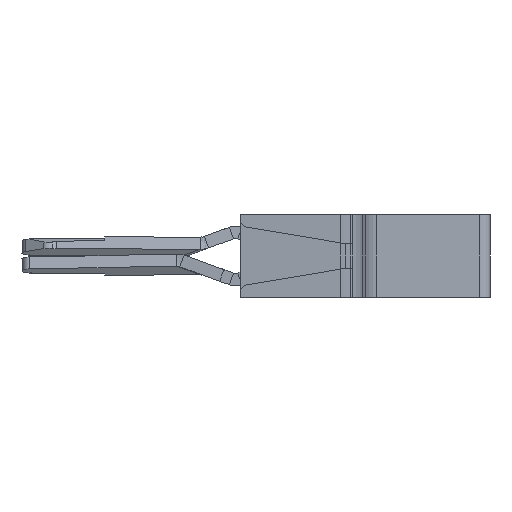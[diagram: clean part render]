
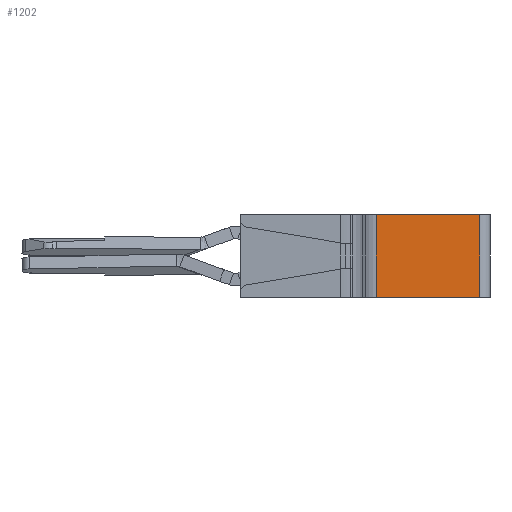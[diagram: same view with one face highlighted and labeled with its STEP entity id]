
A CAD part, front view. The second image highlights one B-rep face of the part: STEP entity #1202.
In plain terms, the highlighted planar face has unit normal (0, -1, 0).
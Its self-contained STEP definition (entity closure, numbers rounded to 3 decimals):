
#1202=ADVANCED_FACE('',(#2970),#2349,.T.);
#2349=PLANE('',#19527);
#2970=FACE_OUTER_BOUND('',#4074,.T.);
#4074=EDGE_LOOP('',(#6093,#6094,#6095,#6096));
#6093=ORIENTED_EDGE('',*,*,#13208,.F.);
#6094=ORIENTED_EDGE('',*,*,#13147,.F.);
#6095=ORIENTED_EDGE('',*,*,#13209,.T.);
#6096=ORIENTED_EDGE('',*,*,#13168,.T.);
#11468=VERTEX_POINT('',#26720);
#11469=VERTEX_POINT('',#26722);
#11488=VERTEX_POINT('',#26762);
#11489=VERTEX_POINT('',#26764);
#13147=EDGE_CURVE('',#11468,#11469,#15858,.T.);
#13168=EDGE_CURVE('',#11489,#11488,#15869,.T.);
#13208=EDGE_CURVE('',#11469,#11488,#15896,.T.);
#13209=EDGE_CURVE('',#11468,#11489,#15897,.T.);
#15858=LINE('',#26721,#17758);
#15869=LINE('',#26763,#17769);
#15896=LINE('',#26884,#17796);
#15897=LINE('',#26886,#17797);
#17758=VECTOR('',#21401,1.);
#17769=VECTOR('',#21434,1.);
#17796=VECTOR('',#21501,1.);
#17797=VECTOR('',#21504,1.);
#19527=AXIS2_PLACEMENT_3D('',#26887,#21505,#21506);
#21401=DIRECTION('',(-1.,0.,0.));
#21434=DIRECTION('',(-1.,0.,0.));
#21501=DIRECTION('',(0.,0.,1.));
#21504=DIRECTION('',(0.,0.,1.));
#21505=DIRECTION('',(0.,-1.,0.));
#21506=DIRECTION('',(0.,0.,1.));
#26720=CARTESIAN_POINT('',(0.4,-25.35,-2.));
#26721=CARTESIAN_POINT('',(-7.,-25.35,-2.));
#26722=CARTESIAN_POINT('',(-4.626,-25.35,-2.));
#26762=CARTESIAN_POINT('',(-4.626,-25.35,2.));
#26763=CARTESIAN_POINT('',(0.9,-25.35,2.));
#26764=CARTESIAN_POINT('',(0.4,-25.35,2.));
#26884=CARTESIAN_POINT('',(-4.626,-25.35,-2.));
#26886=CARTESIAN_POINT('',(0.4,-25.35,-2.));
#26887=CARTESIAN_POINT('',(0.9,-25.35,-2.));
